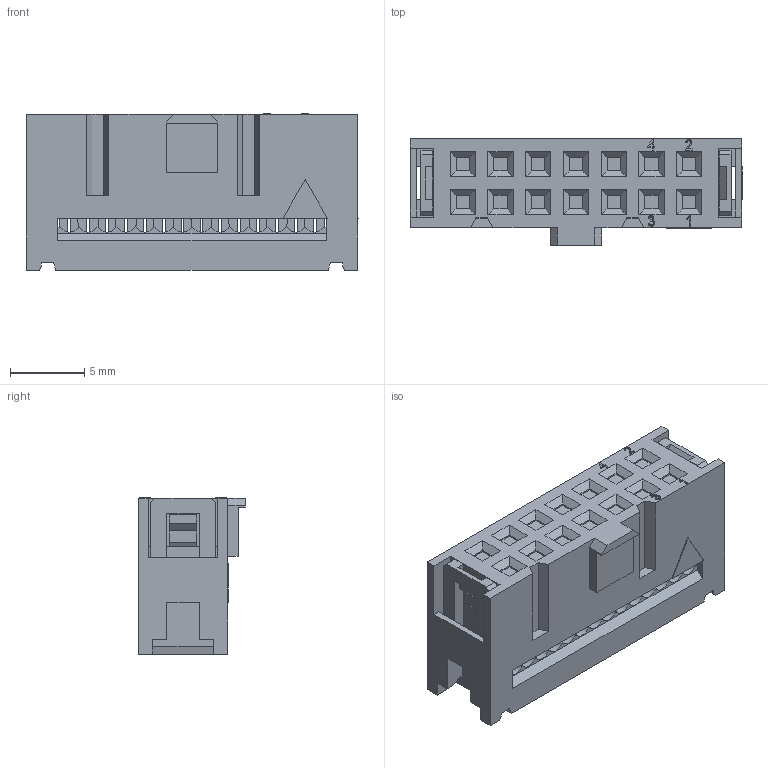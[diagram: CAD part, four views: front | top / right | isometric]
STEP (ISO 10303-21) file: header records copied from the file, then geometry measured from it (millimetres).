
FILE_DESCRIPTION( ('This file contains a STEP AP42 implementation' ,'as created by ZW3D STEP Interface translator.') ,'2;1' );
FILE_NAME( '5214-XXUPXXBW01.stp' ,'24 1 2.1352 7', (''), ('ZWCAD Software Co.'), 'Version 1.0', 'ZW3D to STEP translator', '' );
FILE_SCHEMA(('AUTOMOTIVE_DESIGN { 1 0 10303 214 1 1 1 1 }'));
Length unit declared in the file: millimetre
Products named in the file (2): 0; 5214-14UPXXBW01
Bounding box: 22.35 x 7.2 x 10.53 mm (x, y, z)
Volume: 951.7 mm3; surface area: 2587.1 mm2
Topology: 1 solids, 1 shells, 2160 faces, 6204 edges, 4048 vertices
Faces by surface type: plane 1444, cylinder 463, bspline 235, cone 18
Entity records: 75126 total; most frequent: CARTESIAN_POINT 16956, ORIENTED_EDGE 12416, DIRECTION 10888, EDGE_CURVE 6204, VECTOR 4492, LINE 4492, VERTEX_POINT 4048, AXIS2_PLACEMENT_3D 3198
